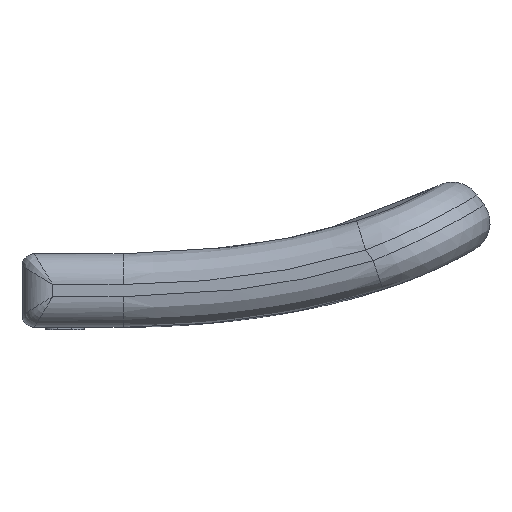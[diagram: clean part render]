
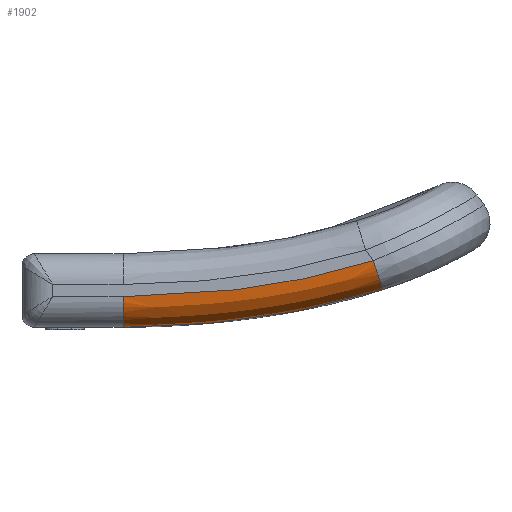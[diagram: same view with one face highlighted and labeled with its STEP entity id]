
A CAD part, front view. The second image highlights one B-rep face of the part: STEP entity #1902.
In plain terms, the highlighted free-form (B-spline) face has degree [3, 2] with [12, 3] control points.
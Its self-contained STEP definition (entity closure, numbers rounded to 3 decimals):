
#99 = CARTESIAN_POINT ( 'NONE',  ( 19.958, 0., -11. ) ) ;
#135 = CARTESIAN_POINT ( 'NONE',  ( 41.35, 5., -14.03 ) ) ;
#305 = CARTESIAN_POINT ( 'NONE',  ( 55.41, 0., -10.996 ) ) ;
#558 = CARTESIAN_POINT ( 'NONE',  ( 58.883, 5., -9.866 ) ) ;
#681 = CARTESIAN_POINT ( 'NONE',  ( 38.842, 0., -9.358 ) ) ;
#907 = CARTESIAN_POINT ( 'NONE',  ( 23.637, 0., -15.87 ) ) ;
#939 = CARTESIAN_POINT ( 'NONE',  ( 40.551, 0., -9.093 ) ) ;
#1107 = CARTESIAN_POINT ( 'NONE',  ( 58.883, 5., -9.866 ) ) ;
#1361 = CARTESIAN_POINT ( 'NONE',  ( 46.755, 5., -13.043 ) ) ;
#1451 = CARTESIAN_POINT ( 'NONE',  ( 19.958, 0., -11. ) ) ;
#1488 = CARTESIAN_POINT ( 'NONE',  ( 43.956, 0., -8.497 ) ) ;
#1703 = CARTESIAN_POINT ( 'NONE',  ( 30.732, 5., -15.386 ) ) ;
#1716 = DIRECTION ( 'NONE',  ( -0.951, 0., -0.309 ) ) ;
#1731 = CARTESIAN_POINT ( 'NONE',  ( 44.883, 0., -13.41 ) ) ;
#1902 = ADVANCED_FACE ( 'NONE', ( #6893 ), #4731, .T. ) ;
#1909 = CARTESIAN_POINT ( 'NONE',  ( 57.336, 0., -5.111 ) ) ;
#2002 = EDGE_LOOP ( 'NONE', ( #9521, #9522, #9889, #2726 ) ) ;
#2155 = CARTESIAN_POINT ( 'NONE',  ( 41.464, 5., -14.011 ) ) ;
#2280 = CARTESIAN_POINT ( 'NONE',  ( 50.707, 0., -7.062 ) ) ;
#2491 = CARTESIAN_POINT ( 'NONE',  ( 30.283, 0., -10.405 ) ) ;
#2527 = CARTESIAN_POINT ( 'NONE',  ( 46.645, 5., -13.066 ) ) ;
#2580 = DIRECTION ( 'NONE',  ( -1., 0., 0. ) ) ;
#2726 = ORIENTED_EDGE ( 'NONE', *, *, #7983, .F. ) ;
#2827 = EDGE_CURVE ( 'NONE', #5442, #9873, #5406, .T. ) ;
#2943 = CARTESIAN_POINT ( 'NONE',  ( 34.366, 5., -15.02 ) ) ;
#3063 = CARTESIAN_POINT ( 'NONE',  ( 57.336, 0., -5.111 ) ) ;
#3174 = B_SPLINE_CURVE_WITH_KNOTS ( 'NONE', 3,
 ( #6958, #1451, #4611, #10116, #5405, #681, #6193, #1488, #6992, #2280, #7779, #3063 ),
 .UNSPECIFIED., .F., .F.,
 ( 4, 2, 2, 2, 2, 4 ),
 ( 0., 0.01, 0.021, 0.026, 0.031, 0.041 ),
 .UNSPECIFIED. ) ;
#3277 = CARTESIAN_POINT ( 'NONE',  ( 34.271, 0., -15.03 ) ) ;
#3303 = CARTESIAN_POINT ( 'NONE',  ( 45.65, 0., -8.165 ) ) ;
#3718 = AXIS2_PLACEMENT_3D ( 'NONE', #7295, #2580, #8089 ) ;
#3732 = CARTESIAN_POINT ( 'NONE',  ( 23.668, 5., -15.869 ) ) ;
#4034 = CARTESIAN_POINT ( 'NONE',  ( 16.5, 0., -11. ) ) ;
#4066 = CARTESIAN_POINT ( 'NONE',  ( 39.579, 5., -14.304 ) ) ;
#4100 = CARTESIAN_POINT ( 'NONE',  ( 51.915, 0., -11.916 ) ) ;
#4491 = CARTESIAN_POINT ( 'NONE',  ( 52.003, 5., -11.894 ) ) ;
#4521 = CARTESIAN_POINT ( 'NONE',  ( 16.5, 5., -16. ) ) ;
#4611 = CARTESIAN_POINT ( 'NONE',  ( 23.405, 0., -10.874 ) ) ;
#4700 = EDGE_CURVE ( 'NONE', #5442, #5687, #6119, .T. ) ;
#4731 =( BOUNDED_SURFACE ( )  B_SPLINE_SURFACE ( 3, 2, ( 
 ( #7962, #8755, #4034 ),
 ( #9544, #4821, #99 ),
 ( #5619, #907, #6408 ),
 ( #1703, #7207, #2491 ),
 ( #7996, #3277, #8790 ),
 ( #4066, #9574, #4861 ),
 ( #135, #5651, #939 ),
 ( #6444, #1731, #7238 ),
 ( #2527, #8025, #3303 ),
 ( #8819, #4100, #9607 ),
 ( #4895, #305, #5821 ),
 ( #1107, #6609, #1909 ) ),
 .UNSPECIFIED., .F., .F., .F. ) 
 B_SPLINE_SURFACE_WITH_KNOTS ( ( 4, 2, 2, 2, 2, 4 ),
 ( 3, 3 ),
 ( 0., 0.01, 0.021, 0.026, 0.031, 0.041 ),
 ( 0., 1. ),
 .UNSPECIFIED. ) 
 GEOMETRIC_REPRESENTATION_ITEM ( )  RATIONAL_B_SPLINE_SURFACE ( (
 ( 1., 0.707, 1.),
 ( 1., 0.707, 1.),
 ( 1., 0.707, 1.),
 ( 1., 0.707, 1.),
 ( 1., 0.707, 1.),
 ( 1., 0.707, 1.),
 ( 1., 0.707, 1.),
 ( 1., 0.707, 1.),
 ( 1., 0.707, 1.),
 ( 1., 0.707, 1.),
 ( 1., 0.707, 1.),
 ( 1., 0.707, 1.) ) ) 
 REPRESENTATION_ITEM ( '' )  SURFACE ( )  );
#4821 = CARTESIAN_POINT ( 'NONE',  ( 20.083, 0., -16. ) ) ;
#4861 = CARTESIAN_POINT ( 'NONE',  ( 38.842, 0., -9.358 ) ) ;
#4895 = CARTESIAN_POINT ( 'NONE',  ( 55.41, 5., -10.996 ) ) ;
#5405 = CARTESIAN_POINT ( 'NONE',  ( 33.713, 0., -10.06 ) ) ;
#5406 = B_SPLINE_CURVE_WITH_KNOTS ( 'NONE', 3,
 ( #558, #9997, #4491, #1361, #6867, #2155, #7661, #2943, #8453, #3732, #9238, #4521 ),
 .UNSPECIFIED., .F., .F.,
 ( 4, 2, 2, 2, 2, 4 ),
 ( 0.016, 0.027, 0.032, 0.038, 0.049, 0.059 ),
 .UNSPECIFIED. ) ;
#5442 = VERTEX_POINT ( 'NONE', #6018 ) ;
#5619 = CARTESIAN_POINT ( 'NONE',  ( 23.637, 5., -15.87 ) ) ;
#5651 = CARTESIAN_POINT ( 'NONE',  ( 41.35, 0., -14.03 ) ) ;
#5687 = VERTEX_POINT ( 'NONE', #6683 ) ;
#5821 = CARTESIAN_POINT ( 'NONE',  ( 54.044, 0., -6.182 ) ) ;
#6018 = CARTESIAN_POINT ( 'NONE',  ( 58.883, 5., -9.866 ) ) ;
#6119 = CIRCLE ( 'NONE', #6289, 5. ) ;
#6193 = CARTESIAN_POINT ( 'NONE',  ( 40.551, 0., -9.093 ) ) ;
#6289 = AXIS2_PLACEMENT_3D ( 'NONE', #6424, #1716, #7222 ) ;
#6408 = CARTESIAN_POINT ( 'NONE',  ( 23.405, 0., -10.874 ) ) ;
#6424 = CARTESIAN_POINT ( 'NONE',  ( 57.336, 5., -5.111 ) ) ;
#6444 = CARTESIAN_POINT ( 'NONE',  ( 44.883, 5., -13.41 ) ) ;
#6609 = CARTESIAN_POINT ( 'NONE',  ( 58.883, 0., -9.866 ) ) ;
#6683 = CARTESIAN_POINT ( 'NONE',  ( 57.336, 0., -5.111 ) ) ;
#6867 = CARTESIAN_POINT ( 'NONE',  ( 44.997, 5., -13.389 ) ) ;
#6893 = FACE_OUTER_BOUND ( 'NONE', #2002, .T. ) ;
#6958 = CARTESIAN_POINT ( 'NONE',  ( 16.5, 0., -11. ) ) ;
#6992 = CARTESIAN_POINT ( 'NONE',  ( 45.65, 0., -8.165 ) ) ;
#7207 = CARTESIAN_POINT ( 'NONE',  ( 30.732, 0., -15.386 ) ) ;
#7222 = DIRECTION ( 'NONE',  ( -0.309, 0., 0.951 ) ) ;
#7238 = CARTESIAN_POINT ( 'NONE',  ( 43.956, 0., -8.497 ) ) ;
#7295 = CARTESIAN_POINT ( 'NONE',  ( 16.5, 5., -11. ) ) ;
#7661 = CARTESIAN_POINT ( 'NONE',  ( 39.69, 5., -14.288 ) ) ;
#7779 = CARTESIAN_POINT ( 'NONE',  ( 54.046, 0., -6.182 ) ) ;
#7962 = CARTESIAN_POINT ( 'NONE',  ( 16.5, 5., -16. ) ) ;
#7983 = EDGE_CURVE ( 'NONE', #9873, #9022, #8589, .T. ) ;
#7996 = CARTESIAN_POINT ( 'NONE',  ( 34.271, 5., -15.03 ) ) ;
#8025 = CARTESIAN_POINT ( 'NONE',  ( 46.645, 0., -13.066 ) ) ;
#8089 = DIRECTION ( 'NONE',  ( 0., -1., 0. ) ) ;
#8361 = EDGE_CURVE ( 'NONE', #9022, #5687, #3174, .T. ) ;
#8453 = CARTESIAN_POINT ( 'NONE',  ( 30.806, 5., -15.379 ) ) ;
#8589 = CIRCLE ( 'NONE', #3718, 5. ) ;
#8755 = CARTESIAN_POINT ( 'NONE',  ( 16.5, 0., -16. ) ) ;
#8790 = CARTESIAN_POINT ( 'NONE',  ( 33.713, 0., -10.06 ) ) ;
#8819 = CARTESIAN_POINT ( 'NONE',  ( 51.915, 5., -11.916 ) ) ;
#9022 = VERTEX_POINT ( 'NONE', #9561 ) ;
#9238 = CARTESIAN_POINT ( 'NONE',  ( 20.089, 5., -16. ) ) ;
#9521 = ORIENTED_EDGE ( 'NONE', *, *, #2827, .F. ) ;
#9522 = ORIENTED_EDGE ( 'NONE', *, *, #4700, .T. ) ;
#9544 = CARTESIAN_POINT ( 'NONE',  ( 20.083, 5., -16. ) ) ;
#9561 = CARTESIAN_POINT ( 'NONE',  ( 16.5, 0., -11. ) ) ;
#9574 = CARTESIAN_POINT ( 'NONE',  ( 39.579, 0., -14.304 ) ) ;
#9607 = CARTESIAN_POINT ( 'NONE',  ( 50.707, 0., -7.062 ) ) ;
#9792 = CARTESIAN_POINT ( 'NONE',  ( 16.5, 5., -16. ) ) ;
#9873 = VERTEX_POINT ( 'NONE', #9792 ) ;
#9889 = ORIENTED_EDGE ( 'NONE', *, *, #8361, .F. ) ;
#9997 = CARTESIAN_POINT ( 'NONE',  ( 55.468, 5., -10.977 ) ) ;
#10116 = CARTESIAN_POINT ( 'NONE',  ( 30.283, 0., -10.405 ) ) ;
